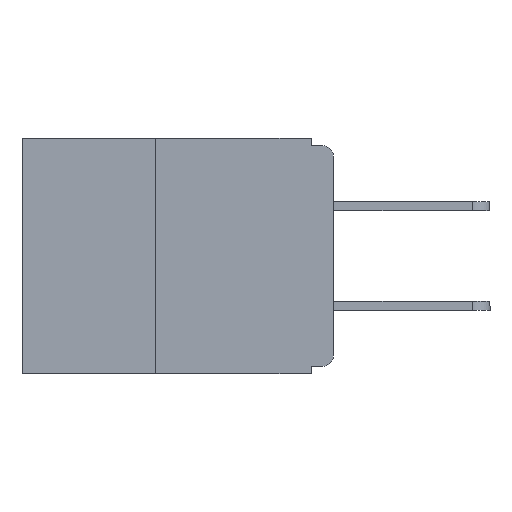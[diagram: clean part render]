
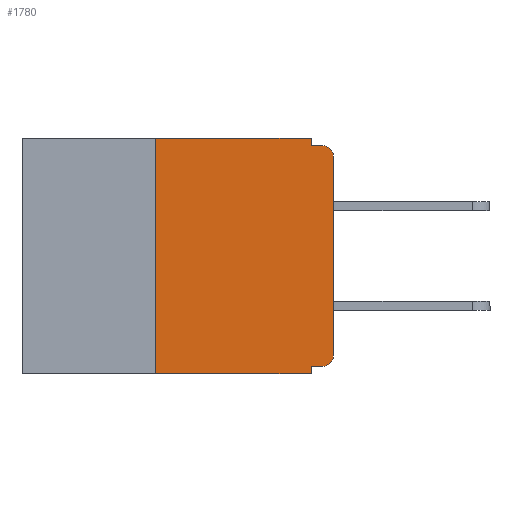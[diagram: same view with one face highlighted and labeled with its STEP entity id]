
A CAD part, left-side view. The second image highlights one B-rep face of the part: STEP entity #1780.
In plain terms, the highlighted planar face has unit normal (-1, 0, 0).
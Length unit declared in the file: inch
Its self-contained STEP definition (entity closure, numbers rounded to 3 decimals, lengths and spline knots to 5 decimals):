
#141 = CARTESIAN_POINT ( 'NONE',  ( 0., 0., -0.01 ) ) ;
#249 = VERTEX_POINT ( 'NONE', #8995 ) ;
#747 = CARTESIAN_POINT ( 'NONE',  ( 0., 0.015, -0.32 ) ) ;
#1780 = ADVANCED_FACE ( 'NONE', ( #19863 ), #4749, .F. ) ;
#2061 = DIRECTION ( 'NONE',  ( 0., -1., 0. ) ) ;
#2189 = ORIENTED_EDGE ( 'NONE', *, *, #5798, .F. ) ;
#2912 = CARTESIAN_POINT ( 'NONE',  ( 0., 0.25, -0.33 ) ) ;
#3364 = DIRECTION ( 'NONE',  ( 0., 0., -1. ) ) ;
#3611 = DIRECTION ( 'NONE',  ( -1., 0., 0. ) ) ;
#4049 = VERTEX_POINT ( 'NONE', #9080 ) ;
#4641 = DIRECTION ( 'NONE',  ( 0., -1., 0. ) ) ;
#4676 = CARTESIAN_POINT ( 'NONE',  ( 0., 0.437, 0. ) ) ;
#4749 = PLANE ( 'NONE',  #23738 ) ;
#4890 = EDGE_CURVE ( 'NONE', #24071, #16473, #24189, .T. ) ;
#4916 = DIRECTION ( 'NONE',  ( 0., 0., 1. ) ) ;
#5764 = ORIENTED_EDGE ( 'NONE', *, *, #22780, .F. ) ;
#5798 = EDGE_CURVE ( 'NONE', #18986, #13128, #9529, .T. ) ;
#5944 = DIRECTION ( 'NONE',  ( 0., 1., 0. ) ) ;
#6014 = CARTESIAN_POINT ( 'NONE',  ( 0., 0.031, 0. ) ) ;
#6069 = VERTEX_POINT ( 'NONE', #747 ) ;
#6581 = CARTESIAN_POINT ( 'NONE',  ( 0., 0.031, -0.32 ) ) ;
#6950 = CARTESIAN_POINT ( 'NONE',  ( 0., 0., -0.025 ) ) ;
#7245 = CARTESIAN_POINT ( 'NONE',  ( 0., 0.031, 0. ) ) ;
#7274 = VECTOR ( 'NONE', #23093, 39.37008 ) ;
#7333 = CARTESIAN_POINT ( 'NONE',  ( 0., 0.25, 0. ) ) ;
#7421 = AXIS2_PLACEMENT_3D ( 'NONE', #11072, #23868, #12905 ) ;
#8041 = ORIENTED_EDGE ( 'NONE', *, *, #10901, .T. ) ;
#8924 = LINE ( 'NONE', #17140, #13807 ) ;
#8995 = CARTESIAN_POINT ( 'NONE',  ( 0., 0.031, -0.01 ) ) ;
#9080 = CARTESIAN_POINT ( 'NONE',  ( 0., 0.25, -0.33 ) ) ;
#9296 = CARTESIAN_POINT ( 'NONE',  ( 0., 0.031, -0.33 ) ) ;
#9529 = LINE ( 'NONE', #4676, #24149 ) ;
#9573 = VECTOR ( 'NONE', #16489, 39.37008 ) ;
#9994 = VECTOR ( 'NONE', #4916, 39.37008 ) ;
#10412 = VERTEX_POINT ( 'NONE', #21862 ) ;
#10585 = EDGE_CURVE ( 'NONE', #16958, #22107, #20276, .T. ) ;
#10901 = EDGE_CURVE ( 'NONE', #4049, #22107, #22012, .T. ) ;
#11055 = ORIENTED_EDGE ( 'NONE', *, *, #19498, .F. ) ;
#11072 = CARTESIAN_POINT ( 'NONE',  ( 0., 0.015, -0.305 ) ) ;
#11833 = CIRCLE ( 'NONE', #7421, 0.015 ) ;
#12125 = ORIENTED_EDGE ( 'NONE', *, *, #4890, .T. ) ;
#12223 = CARTESIAN_POINT ( 'NONE',  ( 0., 0., -0.305 ) ) ;
#12905 = DIRECTION ( 'NONE',  ( 0., 0., -1. ) ) ;
#12925 = DIRECTION ( 'NONE',  ( 0., 0., -1. ) ) ;
#12948 = EDGE_CURVE ( 'NONE', #6069, #24071, #11833, .T. ) ;
#12957 = CARTESIAN_POINT ( 'NONE',  ( 0., 0.437, 0. ) ) ;
#13128 = VERTEX_POINT ( 'NONE', #6014 ) ;
#13807 = VECTOR ( 'NONE', #5944, 39.37008 ) ;
#14831 = VECTOR ( 'NONE', #12925, 39.37008 ) ;
#14944 = CARTESIAN_POINT ( 'NONE',  ( 0., 0.015, -0.025 ) ) ;
#15212 = VECTOR ( 'NONE', #3364, 39.37008 ) ;
#15429 = EDGE_CURVE ( 'NONE', #16473, #10412, #19217, .T. ) ;
#15853 = EDGE_CURVE ( 'NONE', #4049, #18986, #20332, .T. ) ;
#16473 = VERTEX_POINT ( 'NONE', #6950 ) ;
#16489 = DIRECTION ( 'NONE',  ( 0., 0., 1. ) ) ;
#16547 = CARTESIAN_POINT ( 'NONE',  ( 0., 0., 0. ) ) ;
#16854 = DIRECTION ( 'NONE',  ( 0., 0., -1. ) ) ;
#16958 = VERTEX_POINT ( 'NONE', #6581 ) ;
#17140 = CARTESIAN_POINT ( 'NONE',  ( 0., 0., -0.32 ) ) ;
#17226 = DIRECTION ( 'NONE',  ( 0., 0., -1. ) ) ;
#17908 = EDGE_CURVE ( 'NONE', #6069, #16958, #8924, .T. ) ;
#18087 = DIRECTION ( 'NONE',  ( 1., 0., 0. ) ) ;
#18414 = VECTOR ( 'NONE', #2061, 39.37008 ) ;
#18420 = ORIENTED_EDGE ( 'NONE', *, *, #10585, .F. ) ;
#18976 = LINE ( 'NONE', #141, #18414 ) ;
#18986 = VERTEX_POINT ( 'NONE', #7333 ) ;
#19043 = ORIENTED_EDGE ( 'NONE', *, *, #15429, .T. ) ;
#19217 = CIRCLE ( 'NONE', #19836, 0.015 ) ;
#19317 = ORIENTED_EDGE ( 'NONE', *, *, #12948, .T. ) ;
#19498 = EDGE_CURVE ( 'NONE', #13128, #249, #20657, .T. ) ;
#19836 = AXIS2_PLACEMENT_3D ( 'NONE', #14944, #3611, #16854 ) ;
#19863 = FACE_OUTER_BOUND ( 'NONE', #22045, .T. ) ;
#20276 = LINE ( 'NONE', #9296, #14831 ) ;
#20332 = LINE ( 'NONE', #2912, #9994 ) ;
#20657 = LINE ( 'NONE', #7245, #15212 ) ;
#21258 = CARTESIAN_POINT ( 'NONE',  ( 0., 0.437, -0.33 ) ) ;
#21756 = ORIENTED_EDGE ( 'NONE', *, *, #17908, .F. ) ;
#21862 = CARTESIAN_POINT ( 'NONE',  ( 0., 0.015, -0.01 ) ) ;
#22012 = LINE ( 'NONE', #21258, #7274 ) ;
#22045 = EDGE_LOOP ( 'NONE', ( #12125, #19043, #5764, #11055, #2189, #22658, #8041, #18420, #21756, #19317 ) ) ;
#22107 = VERTEX_POINT ( 'NONE', #22430 ) ;
#22430 = CARTESIAN_POINT ( 'NONE',  ( 0., 0.031, -0.33 ) ) ;
#22658 = ORIENTED_EDGE ( 'NONE', *, *, #15853, .F. ) ;
#22780 = EDGE_CURVE ( 'NONE', #249, #10412, #18976, .T. ) ;
#23093 = DIRECTION ( 'NONE',  ( 0., -1., 0. ) ) ;
#23738 = AXIS2_PLACEMENT_3D ( 'NONE', #12957, #18087, #17226 ) ;
#23868 = DIRECTION ( 'NONE',  ( -1., 0., 0. ) ) ;
#24071 = VERTEX_POINT ( 'NONE', #12223 ) ;
#24149 = VECTOR ( 'NONE', #4641, 39.37008 ) ;
#24189 = LINE ( 'NONE', #16547, #9573 ) ;
